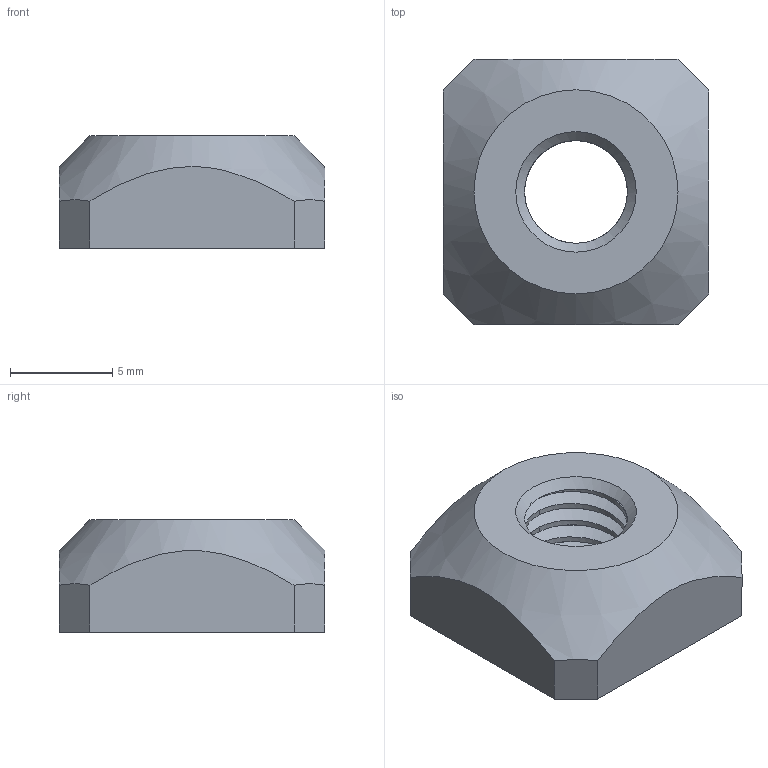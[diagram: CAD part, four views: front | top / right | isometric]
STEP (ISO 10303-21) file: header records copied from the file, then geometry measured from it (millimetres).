
FILE_DESCRIPTION(/* description */ (''),/* implementation_level */ '2;1');
FILE_NAME(/* name */ 'M6S-0 v3.step',/* time_stamp */ '2020-09-15T11:27:25-04:00',/* author */ (''),/* organization */ (''),/* preprocessor_version */ 'ST-DEVELOPER v18.1',/* originating_system */ 'Autodesk Translation Framework v9.3.0.1241',/* authorisation */ '');
FILE_SCHEMA (('AUTOMOTIVE_DESIGN { 1 0 10303 214 3 1 1 }'));
Length unit declared in the file: millimetre
Products named in the file (1): M6S-0
Bounding box: 13 x 13 x 5.5 mm (x, y, z)
Volume: 663.6 mm3; surface area: 626.9 mm2
Topology: 1 solids, 1 shells, 29 faces, 76 edges, 49 vertices
Faces by surface type: cylinder 12, plane 12, cone 3, bspline 2
Full cylindrical faces by diameter (mm): 5.035 x2, 6.147 x1
Entity records: 1795 total; most frequent: CARTESIAN_POINT 1112, ORIENTED_EDGE 152, DIRECTION 107, EDGE_CURVE 76, VERTEX_POINT 49, AXIS2_PLACEMENT_3D 39, EDGE_LOOP 31, FACE_OUTER_BOUND 29
